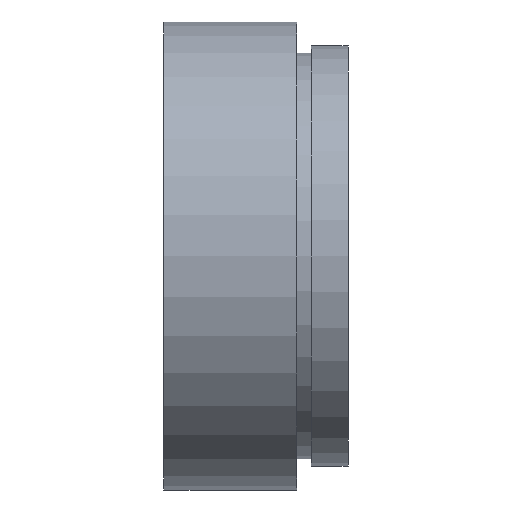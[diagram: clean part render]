
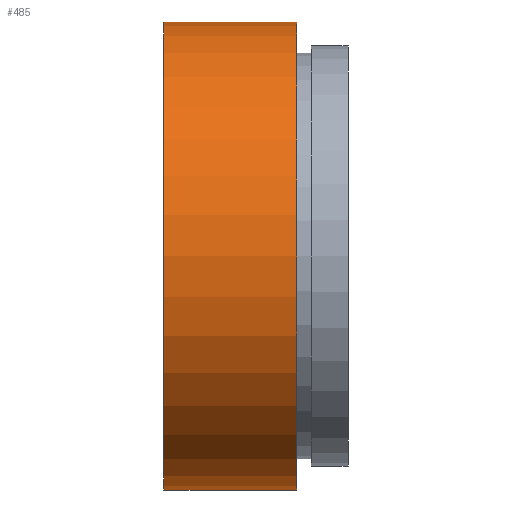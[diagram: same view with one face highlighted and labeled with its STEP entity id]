
A CAD part, left-side view. The second image highlights one B-rep face of the part: STEP entity #485.
In plain terms, the highlighted cylindrical face has radius 15.875 mm (diameter 31.75 mm), a partial arc.
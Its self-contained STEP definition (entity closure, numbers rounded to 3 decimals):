
#5 = ORIENTED_EDGE ( 'NONE', *, *, #452, .T. ) ;
#69 = DIRECTION ( 'NONE',  ( 0., 0., -1. ) ) ;
#116 = CARTESIAN_POINT ( 'NONE',  ( 0., 3.5, 0. ) ) ;
#139 = CYLINDRICAL_SURFACE ( 'NONE', #243, 15.875 ) ;
#174 = FACE_OUTER_BOUND ( 'NONE', #319, .T. ) ;
#175 = CARTESIAN_POINT ( 'NONE',  ( 0., 3.5, -15.875 ) ) ;
#182 = DIRECTION ( 'NONE',  ( 0., -1., 0. ) ) ;
#187 = AXIS2_PLACEMENT_3D ( 'NONE', #646, #182, #576 ) ;
#221 = CIRCLE ( 'NONE', #579, 15.875 ) ;
#243 = AXIS2_PLACEMENT_3D ( 'NONE', #393, #567, #69 ) ;
#288 = DIRECTION ( 'NONE',  ( 0., 0., -1. ) ) ;
#296 = CARTESIAN_POINT ( 'NONE',  ( 0., 0., 15.875 ) ) ;
#307 = VECTOR ( 'NONE', #343, 1000. ) ;
#319 = EDGE_LOOP ( 'NONE', ( #350, #618, #5, #687 ) ) ;
#343 = DIRECTION ( 'NONE',  ( 0., -1., 0. ) ) ;
#350 = ORIENTED_EDGE ( 'NONE', *, *, #585, .F. ) ;
#393 = CARTESIAN_POINT ( 'NONE',  ( 0., 0., 0. ) ) ;
#436 = VERTEX_POINT ( 'NONE', #175 ) ;
#438 = LINE ( 'NONE', #627, #307 ) ;
#452 = EDGE_CURVE ( 'NONE', #582, #436, #438, .T. ) ;
#466 = DIRECTION ( 'NONE',  ( 0., -1., 0. ) ) ;
#473 = VERTEX_POINT ( 'NONE', #574 ) ;
#485 = ADVANCED_FACE ( 'NONE', ( #174 ), #139, .T. ) ;
#518 = CARTESIAN_POINT ( 'NONE',  ( 0., 12.5, 15.875 ) ) ;
#520 = EDGE_CURVE ( 'NONE', #473, #436, #221, .T. ) ;
#537 = LINE ( 'NONE', #296, #707 ) ;
#567 = DIRECTION ( 'NONE',  ( 0., -1., 0. ) ) ;
#574 = CARTESIAN_POINT ( 'NONE',  ( 0., 3.5, 15.875 ) ) ;
#576 = DIRECTION ( 'NONE',  ( 0., 0., -1. ) ) ;
#579 = AXIS2_PLACEMENT_3D ( 'NONE', #116, #621, #288 ) ;
#582 = VERTEX_POINT ( 'NONE', #586 ) ;
#585 = EDGE_CURVE ( 'NONE', #708, #473, #537, .T. ) ;
#586 = CARTESIAN_POINT ( 'NONE',  ( 0., 12.5, -15.875 ) ) ;
#608 = EDGE_CURVE ( 'NONE', #708, #582, #613, .T. ) ;
#613 = CIRCLE ( 'NONE', #187, 15.875 ) ;
#618 = ORIENTED_EDGE ( 'NONE', *, *, #608, .T. ) ;
#621 = DIRECTION ( 'NONE',  ( 0., -1., 0. ) ) ;
#627 = CARTESIAN_POINT ( 'NONE',  ( 0., 0., -15.875 ) ) ;
#646 = CARTESIAN_POINT ( 'NONE',  ( 0., 12.5, 0. ) ) ;
#687 = ORIENTED_EDGE ( 'NONE', *, *, #520, .F. ) ;
#707 = VECTOR ( 'NONE', #466, 1000. ) ;
#708 = VERTEX_POINT ( 'NONE', #518 ) ;
